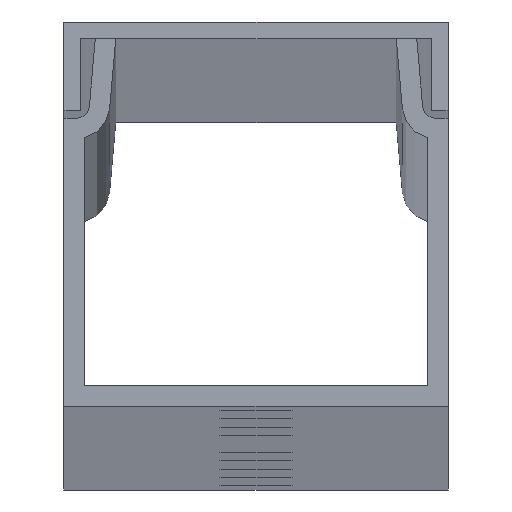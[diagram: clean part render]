
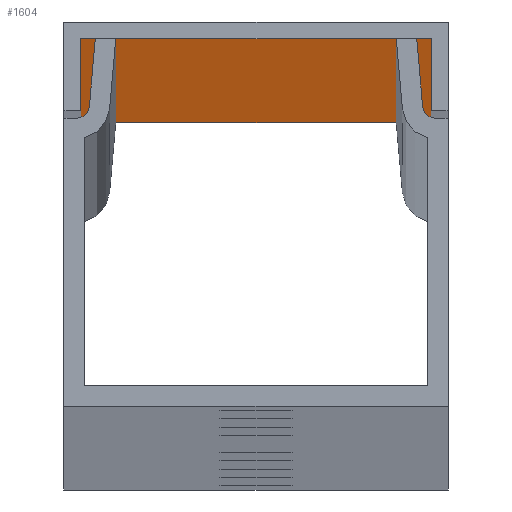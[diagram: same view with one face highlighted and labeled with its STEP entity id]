
A CAD part, top view. The second image highlights one B-rep face of the part: STEP entity #1604.
In plain terms, the highlighted planar face has unit normal (0, -1, 0).
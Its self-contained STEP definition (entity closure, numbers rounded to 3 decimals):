
#23 = VECTOR ( 'NONE', #616, 1000. ) ;
#33 = DIRECTION ( 'NONE',  ( 1., 0., 0. ) ) ;
#59 = VERTEX_POINT ( 'NONE', #703 ) ;
#75 = VERTEX_POINT ( 'NONE', #529 ) ;
#122 = LINE ( 'NONE', #1216, #607 ) ;
#192 = VERTEX_POINT ( 'NONE', #1388 ) ;
#322 = ORIENTED_EDGE ( 'NONE', *, *, #437, .T. ) ;
#341 = VECTOR ( 'NONE', #1485, 1000. ) ;
#373 = ORIENTED_EDGE ( 'NONE', *, *, #485, .T. ) ;
#437 = EDGE_CURVE ( 'NONE', #59, #75, #949, .T. ) ;
#485 = EDGE_CURVE ( 'NONE', #1300, #59, #965, .T. ) ;
#529 = CARTESIAN_POINT ( 'NONE',  ( 7.3, 15.3, 1000. ) ) ;
#607 = VECTOR ( 'NONE', #33, 1000. ) ;
#615 = LINE ( 'NONE', #1350, #341 ) ;
#616 = DIRECTION ( 'NONE',  ( 1., 0., 0. ) ) ;
#699 = DIRECTION ( 'NONE',  ( 0., -1., 0. ) ) ;
#703 = CARTESIAN_POINT ( 'NONE',  ( 7.3, 15.3, -1000. ) ) ;
#801 = PLANE ( 'NONE',  #1368 ) ;
#819 = FACE_OUTER_BOUND ( 'NONE', #1394, .T. ) ;
#899 = EDGE_CURVE ( 'NONE', #192, #75, #122, .T. ) ;
#949 = LINE ( 'NONE', #1031, #1050 ) ;
#965 = LINE ( 'NONE', #1200, #23 ) ;
#997 = ORIENTED_EDGE ( 'NONE', *, *, #1052, .F. ) ;
#1031 = CARTESIAN_POINT ( 'NONE',  ( 7.3, 15.3, -1000. ) ) ;
#1050 = VECTOR ( 'NONE', #1250, 1000. ) ;
#1052 = EDGE_CURVE ( 'NONE', #1300, #192, #615, .T. ) ;
#1200 = CARTESIAN_POINT ( 'NONE',  ( 7., 15.3, -1000. ) ) ;
#1216 = CARTESIAN_POINT ( 'NONE',  ( 7., 15.3, 1000. ) ) ;
#1224 = CARTESIAN_POINT ( 'NONE',  ( 7., 15.3, -1000. ) ) ;
#1250 = DIRECTION ( 'NONE',  ( 0., 0., 1. ) ) ;
#1259 = ORIENTED_EDGE ( 'NONE', *, *, #899, .F. ) ;
#1300 = VERTEX_POINT ( 'NONE', #1686 ) ;
#1350 = CARTESIAN_POINT ( 'NONE',  ( -7.3, 15.3, -1000. ) ) ;
#1368 = AXIS2_PLACEMENT_3D ( 'NONE', #1224, #699, #1608 ) ;
#1388 = CARTESIAN_POINT ( 'NONE',  ( -7.3, 15.3, 1000. ) ) ;
#1394 = EDGE_LOOP ( 'NONE', ( #373, #322, #1259, #997 ) ) ;
#1485 = DIRECTION ( 'NONE',  ( 0., 0., 1. ) ) ;
#1604 = ADVANCED_FACE ( 'NONE', ( #819 ), #801, .T. ) ;
#1608 = DIRECTION ( 'NONE',  ( 0., 0., -1. ) ) ;
#1686 = CARTESIAN_POINT ( 'NONE',  ( -7.3, 15.3, -1000. ) ) ;
